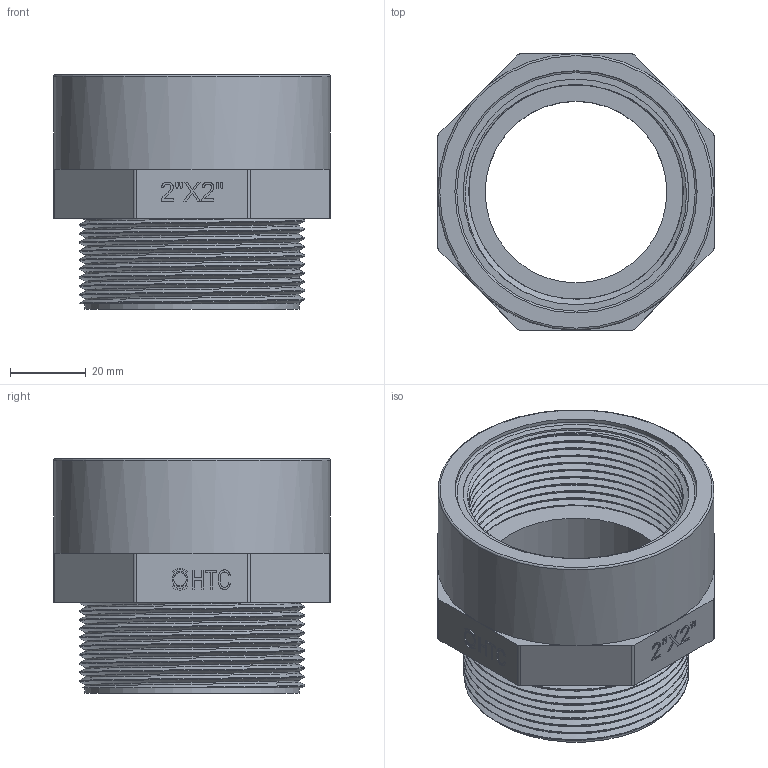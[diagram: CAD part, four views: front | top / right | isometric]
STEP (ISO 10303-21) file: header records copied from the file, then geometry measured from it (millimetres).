
FILE_DESCRIPTION(/* description */ (''),/* implementation_level */ '2;1');
FILE_NAME(/* name */ 'Z1A063063.stp',/* time_stamp */ '2025-05-15T16:15:28+08:00',/* author */ (''),/* organization */ (''),/* preprocessor_version */ 'ST-DEVELOPER v16.7',/* originating_system */ 'SIEMENS PLM Software NX 12.0',/* authorisation */ '');
FILE_SCHEMA (('AUTOMOTIVE_DESIGN { 1 0 10303 214 3 1 1 1 }'));
Length unit declared in the file: millimetre
Products named in the file (1): Admi0674FAD7a5dx
Bounding box: 73 x 73 x 62 mm (x, y, z)
Volume: 89479.1 mm3; surface area: 35353 mm2
Topology: 1 solids, 1 shells, 299 faces, 795 edges, 527 vertices
Faces by surface type: plane 159, extrusion 92, cylinder 42, bspline 4, torus 2
Full cylindrical faces by diameter (mm): 3.333 x1, 4.167 x1, 48 x1, 56.656 x10, 59.614 x11, 64 x1, 73 x1
Entity records: 15174 total; most frequent: CARTESIAN_POINT 9053, ORIENTED_EDGE 1438, DIRECTION 840, EDGE_CURVE 719, B_SPLINE_CURVE_WITH_KNOTS 482, VERTEX_POINT 481, VECTOR 368, EDGE_LOOP 318
